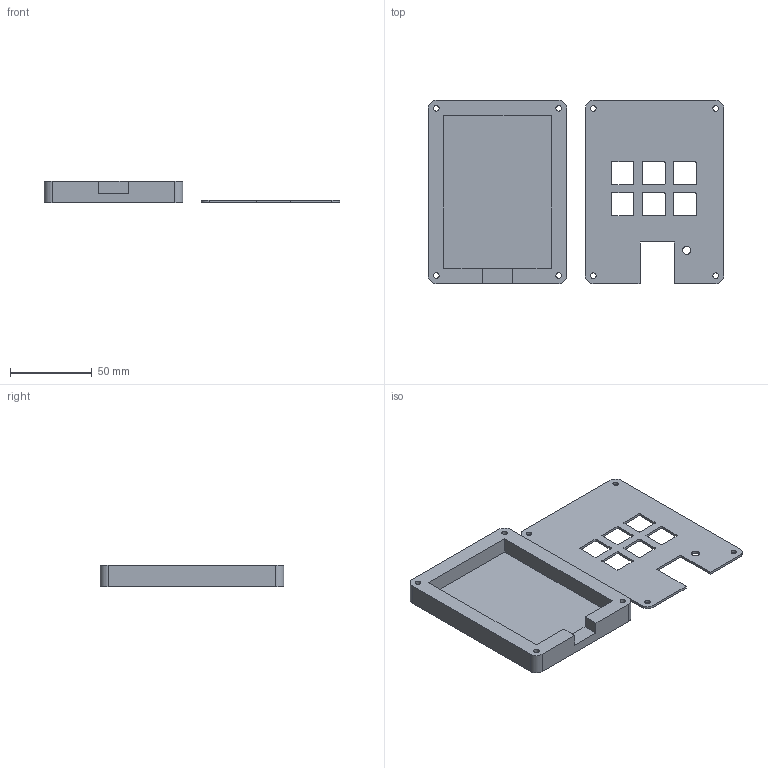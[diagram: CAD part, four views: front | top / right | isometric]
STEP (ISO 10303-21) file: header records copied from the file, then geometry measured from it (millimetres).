
FILE_DESCRIPTION(/* description */ (''),/* implementation_level */ '2;1');
FILE_NAME(/* name */ 'Gamepad.step',/* time_stamp */ '2025-12-03T17:38:37-05:00',/* author */ (''),/* organization */ (''),/* preprocessor_version */ 'ST-DEVELOPER v20.1',/* originating_system */ 'Autodesk Translation Framework v14.21.0.0',/* authorisation */ '');
FILE_SCHEMA (('AUTOMOTIVE_DESIGN { 1 0 10303 214 3 1 1 }'));
Length unit declared in the file: millimetre
Products named in the file (3): 2025-12-03-16-31-07-149; 2025-12-03-17-09-35-054; 2025-12-03-17-30-49-620
Assembly tree (2 placements, depth 3):
  2025-12-03-16-31-07-149
    2025-12-03-17-09-35-054
      2025-12-03-17-30-49-620
Bounding box: 181.32 x 112.53 x 13 mm (x, y, z)
Volume: 71896.4 mm3; surface area: 44733 mm2
Topology: 2 solids, 2 shells, 551 faces, 1545 edges, 1030 vertices
Faces by surface type: bspline 319, plane 187, cylinder 45
Full cylindrical faces by diameter (mm): 3.4 x8, 5 x1, 6 x4
Entity records: 20773 total; most frequent: CARTESIAN_POINT 8554, ORIENTED_EDGE 3090, EDGE_CURVE 1545, DIRECTION 1471, VERTEX_POINT 1030, LINE 817, VECTOR 817, B_SPLINE_CURVE_WITH_KNOTS 638
